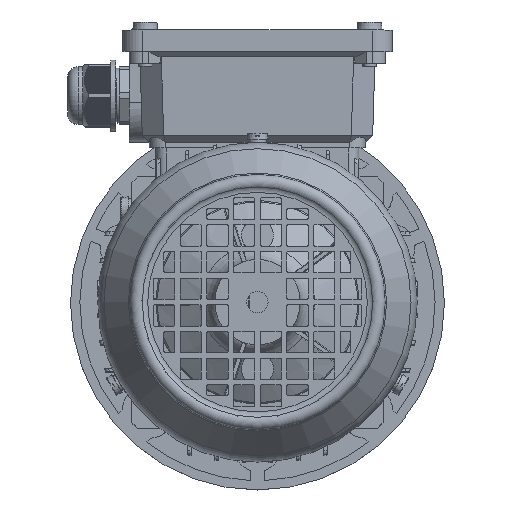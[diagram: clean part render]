
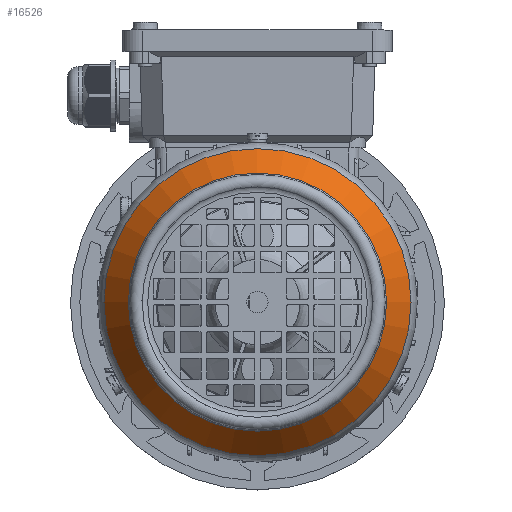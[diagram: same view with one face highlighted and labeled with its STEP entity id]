
A CAD part, top view. The second image highlights one B-rep face of the part: STEP entity #16526.
In plain terms, the highlighted conical face has half-angle 35 degrees and reference radius 57.485 mm.
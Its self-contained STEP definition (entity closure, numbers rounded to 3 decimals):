
#896=CONICAL_SURFACE('',#62303,57.485,35.);
#16526=ADVANCED_FACE('',(#21747,#21748),#896,.T.);
#21747=FACE_BOUND('',#23703,.T.);
#21748=FACE_BOUND('',#23704,.T.);
#23703=EDGE_LOOP('',(#32281));
#23704=EDGE_LOOP('',(#32282));
#32281=ORIENTED_EDGE('',*,*,#52790,.F.);
#32282=ORIENTED_EDGE('',*,*,#52791,.T.);
#46107=VERTEX_POINT('',#93241);
#46108=VERTEX_POINT('',#93244);
#52790=EDGE_CURVE('',#46107,#46107,#59292,.T.);
#52791=EDGE_CURVE('',#46108,#46108,#59293,.T.);
#59292=CIRCLE('',#62300,48.337);
#59293=CIRCLE('',#62302,57.485);
#62300=AXIS2_PLACEMENT_3D('',#93240,#71416,#71417);
#62302=AXIS2_PLACEMENT_3D('',#93243,#71420,#71421);
#62303=AXIS2_PLACEMENT_3D('',#93245,#71422,#71423);
#71416=DIRECTION('',(0.,0.,1.));
#71417=DIRECTION('',(1.,0.,0.));
#71420=DIRECTION('',(0.,0.,1.));
#71421=DIRECTION('',(1.,0.,0.));
#71422=DIRECTION('',(0.,0.,-1.));
#71423=DIRECTION('',(-1.,0.,0.));
#93240=CARTESIAN_POINT('',(0.,0.,165.234));
#93241=CARTESIAN_POINT('',(48.337,0.,165.234));
#93243=CARTESIAN_POINT('',(0.,0.,152.169));
#93244=CARTESIAN_POINT('',(57.485,0.,152.169));
#93245=CARTESIAN_POINT('',(0.,0.,152.169));
